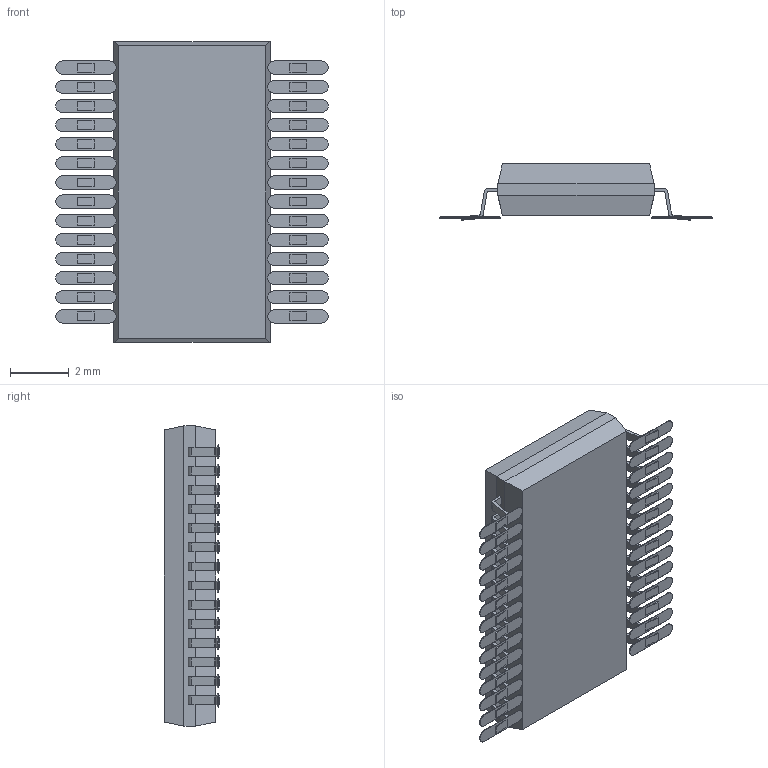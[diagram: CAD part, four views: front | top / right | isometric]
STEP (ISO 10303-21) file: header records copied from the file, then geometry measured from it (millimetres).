
FILE_DESCRIPTION (( 'STEP AP203' ), '1' );
FILE_NAME ('ftdi FT232rl_Default_sldprt.STEP', '2024-02-04T16:44:01', ( '' ), ( '' ), 'SwSTEP 2.0', 'SolidWorks 2023', '' );
FILE_SCHEMA (( 'CONFIG_CONTROL_DESIGN' ));
Length unit declared in the file: millimetre
Products named in the file (1): ftdi FT232rl_Default_sldprt
Bounding box: 9.25 x 1.9 x 10.2 mm (x, y, z)
Volume: 94.1 mm3; surface area: 237 mm2
Topology: 1 solids, 1 shells, 717 faces, 1770 edges, 1140 vertices
Faces by surface type: plane 435, cylinder 226, torus 56
Entity records: 21169 total; most frequent: DIRECTION 3714, CARTESIAN_POINT 3628, ORIENTED_EDGE 3540, EDGE_CURVE 1770, LINE 1262, VECTOR 1262, AXIS2_PLACEMENT_3D 1226, VERTEX_POINT 1140
